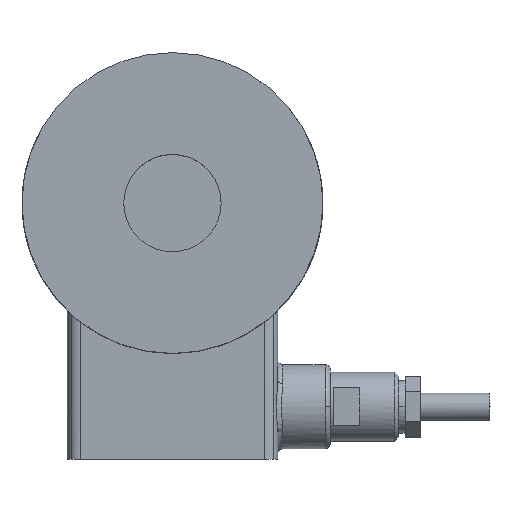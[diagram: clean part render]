
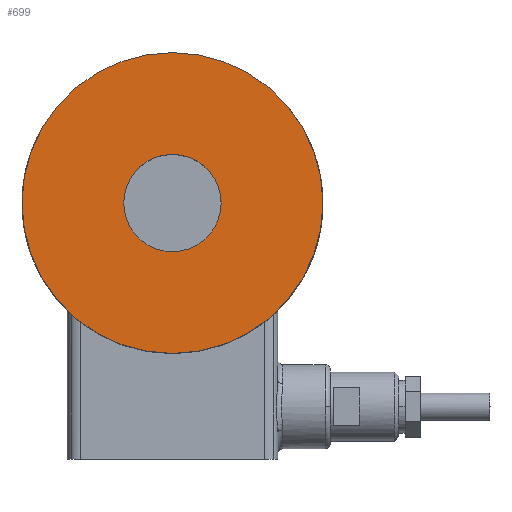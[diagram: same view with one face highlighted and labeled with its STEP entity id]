
A CAD part, top view. The second image highlights one B-rep face of the part: STEP entity #699.
In plain terms, the highlighted planar face has unit normal (0, -0.001, 1).
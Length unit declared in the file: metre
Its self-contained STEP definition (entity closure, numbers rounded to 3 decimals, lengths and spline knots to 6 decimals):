
#699=ADVANCED_FACE('0:6271',(#1463,#1464),#1465,.T.);
#1463=FACE_OUTER_BOUND('',#2425,.T.);
#1464=FACE_BOUND('',#2426,.T.);
#1465=PLANE('',#2427);
#2425=EDGE_LOOP('',(#4704,#4705));
#2426=EDGE_LOOP('',(#4706,#4707));
#2427=AXIS2_PLACEMENT_3D('',#4708,#4709,#4710);
#4704=ORIENTED_EDGE('',*,*,#5947,.F.);
#4705=ORIENTED_EDGE('',*,*,#5196,.F.);
#4706=ORIENTED_EDGE('',*,*,#5295,.T.);
#4707=ORIENTED_EDGE('',*,*,#5674,.T.);
#4708=CARTESIAN_POINT('',(-0.00111,0.003607,0.071232));
#4709=DIRECTION('',(0.,0.,1.));
#4710=DIRECTION('',(1.,0.,0.));
#5196=EDGE_CURVE('',#6176,#6178,#6179,.T.);
#5295=EDGE_CURVE('0:7126',#6348,#6346,#6349,.T.);
#5674=EDGE_CURVE('',#6346,#6348,#6947,.T.);
#5947=EDGE_CURVE('0:7048',#6178,#6176,#7286,.T.);
#6176=VERTEX_POINT('',#7976);
#6178=VERTEX_POINT('',#7979);
#6179=CIRCLE('',#7980,0.0286);
#6346=VERTEX_POINT('',#8348);
#6348=VERTEX_POINT('',#8351);
#6349=CIRCLE('',#8352,0.00925);
#6947=CIRCLE('',#9510,0.00925);
#7286=CIRCLE('',#10208,0.0286);
#7976=CARTESIAN_POINT('',(-0.02971,0.003607,0.071227));
#7979=CARTESIAN_POINT('',(0.02749,0.003607,0.071237));
#7980=AXIS2_PLACEMENT_3D('',#10370,#10371,#10372);
#8348=CARTESIAN_POINT('',(0.00814,0.003607,0.071233));
#8351=CARTESIAN_POINT('',(-0.01036,0.003607,0.07123));
#8352=AXIS2_PLACEMENT_3D('',#10464,#10465,#10466);
#9510=AXIS2_PLACEMENT_3D('',#10779,#10780,#10781);
#10208=AXIS2_PLACEMENT_3D('',#10975,#10976,#10977);
#10370=CARTESIAN_POINT('',(-0.00111,0.003607,0.071232));
#10371=DIRECTION('',(0.,0.,-1.));
#10372=DIRECTION('',(-1.,0.,0.));
#10464=CARTESIAN_POINT('',(-0.00111,0.003607,0.071232));
#10465=DIRECTION('',(0.,0.,-1.));
#10466=DIRECTION('',(1.,0.,0.));
#10779=CARTESIAN_POINT('',(-0.00111,0.003607,0.071232));
#10780=DIRECTION('',(0.,0.,-1.));
#10781=DIRECTION('',(1.,0.,0.));
#10975=CARTESIAN_POINT('',(-0.00111,0.003607,0.071232));
#10976=DIRECTION('',(0.,0.,-1.));
#10977=DIRECTION('',(-1.,0.,0.));
